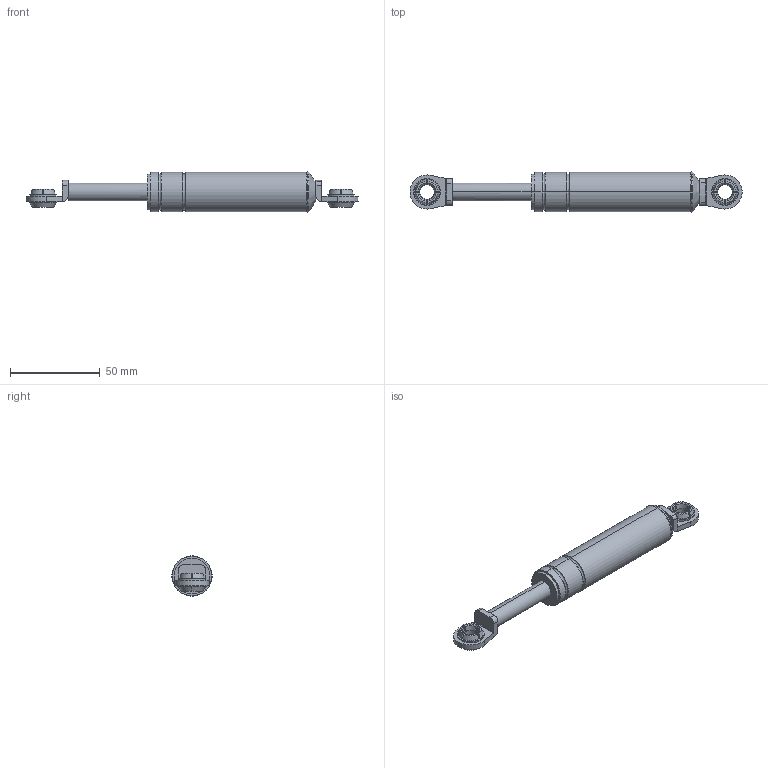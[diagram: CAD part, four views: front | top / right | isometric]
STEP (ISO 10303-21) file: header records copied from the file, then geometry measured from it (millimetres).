
FILE_DESCRIPTION( (''), '2;1');
FILE_NAME ('PC50.23628.TM_368_35_20_23155.stp','2020-10-26T11:15:50',(''),(''),'spGate 16.7.1','','');
FILE_SCHEMA (('AUTOMOTIVE_DESIGN'));
Length unit declared in the file: millimetre
Products named in the file (3): Assembly; TM_368_35_20; TM_368_35_20_div
Assembly tree (2 placements, depth 2):
  Assembly
    TM_368_35_20
    TM_368_35_20_div
Bounding box: 184.93 x 22.5 x 22.5 mm (x, y, z)
Volume: 42089.2 mm3; surface area: 11994.7 mm2
Topology: 2 solids, 2 shells, 155 faces, 380 edges, 240 vertices
Faces by surface type: plane 76, bspline 42, cylinder 37
Entity records: 8048 total; most frequent: CARTESIAN_POINT 1483, ORIENTED_EDGE 760, DIRECTION 692, COLOUR_RGB 537, PRESENTATION_STYLE_ASSIGNMENT 537, STYLED_ITEM 537, EDGE_CURVE 380, DRAUGHTING_PRE_DEFINED_CURVE_FONT 380
